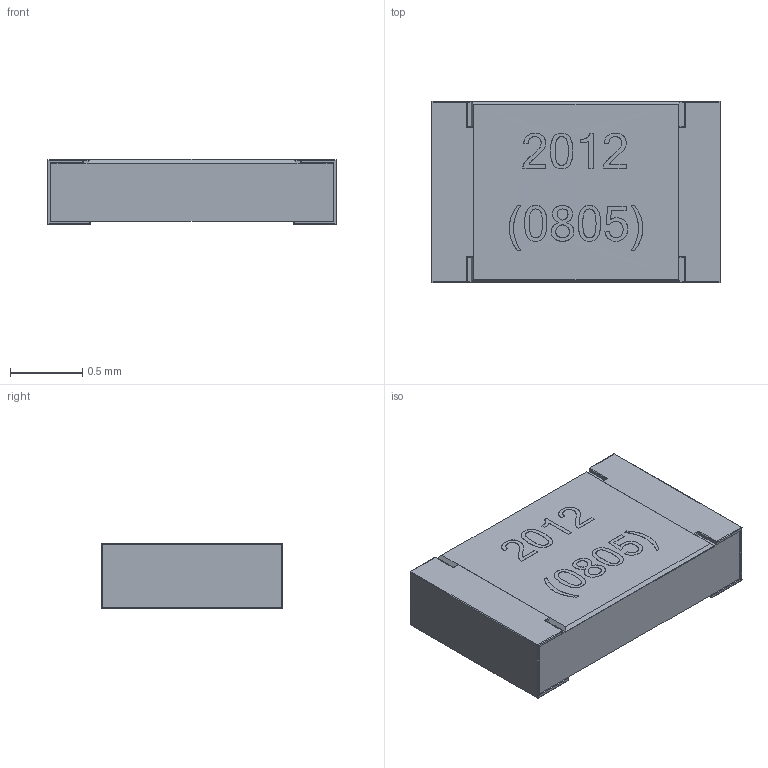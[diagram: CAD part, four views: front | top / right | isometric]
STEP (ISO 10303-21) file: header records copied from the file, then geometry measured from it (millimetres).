
FILE_DESCRIPTION (( 'STEP AP214' ), '1' );
FILE_NAME ('3047380D-9276-4E6C-B446-AC2F1D9705C5.STEP', '2024-06-04T02:04:21', ( '' ), ( '' ), 'SwSTEP 2.0', 'SolidWorks 2022', '' );
FILE_SCHEMA (( 'AUTOMOTIVE_DESIGN' ));
Length unit declared in the file: centimetre
Products named in the file (1): 3047380D-9276-4E6C-B446-AC2F1D9705C5
Bounding box: 2 x 1.25 x 0.45 mm (x, y, z)
Volume: 1.1 mm3; surface area: 7.9 mm2
Topology: 1 solids, 1 shells, 251 faces, 634 edges, 384 vertices
Faces by surface type: bspline 132, plane 73, cylinder 46
Entity records: 10388 total; most frequent: CARTESIAN_POINT 2613, ORIENTED_EDGE 1236, DIRECTION 647, EDGE_CURVE 618, VERTEX_POINT 384, VECTOR 311, LINE 311, EDGE_LOOP 266
